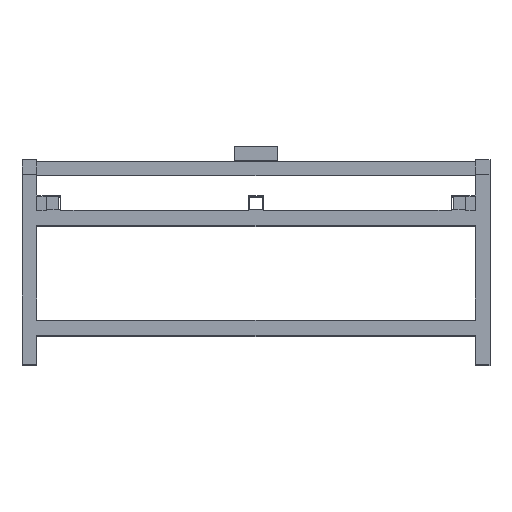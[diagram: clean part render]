
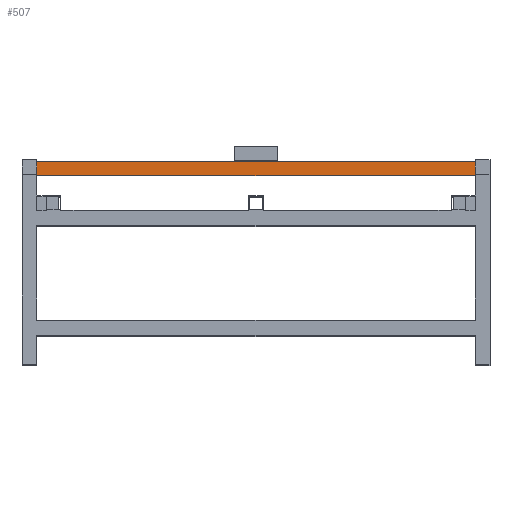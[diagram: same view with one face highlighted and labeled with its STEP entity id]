
A CAD part, top view. The second image highlights one B-rep face of the part: STEP entity #507.
In plain terms, the highlighted free-form (B-spline) face has degree [1, 1] with [2, 2] control points.
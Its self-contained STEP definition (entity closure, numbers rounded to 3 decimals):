
#320 = VERTEX_POINT('',#321);
#321 = CARTESIAN_POINT('',(736.369,49.93,
    -1389.979));
#356 = VERTEX_POINT('',#357);
#357 = CARTESIAN_POINT('',(-736.369,49.93,
    -1389.979));
#362 = EDGE_CURVE('',#320,#356,#363,.T.);
#363 = B_SPLINE_CURVE_WITH_KNOTS('',1,(#364,#365),.UNSPECIFIED.,.F.,.F.,
  (2,2),(-1498.4,-0.),.PIECEWISE_BEZIER_KNOTS.);
#364 = CARTESIAN_POINT('',(736.369,49.93,
    -1389.979));
#365 = CARTESIAN_POINT('',(-736.369,49.93,
    -1389.979));
#377 = VERTEX_POINT('',#378);
#378 = CARTESIAN_POINT('',(736.369,0.,-1389.979));
#383 = EDGE_CURVE('',#377,#384,#386,.T.);
#384 = VERTEX_POINT('',#385);
#385 = CARTESIAN_POINT('',(-736.369,0.,-1389.979));
#386 = B_SPLINE_CURVE_WITH_KNOTS('',1,(#387,#388),.UNSPECIFIED.,.F.,.F.,
  (2,2),(-1498.4,-0.),.PIECEWISE_BEZIER_KNOTS.);
#387 = CARTESIAN_POINT('',(736.369,0.,-1389.979));
#388 = CARTESIAN_POINT('',(-736.369,0.,-1389.979));
#498 = EDGE_CURVE('',#320,#377,#499,.T.);
#499 = B_SPLINE_CURVE_WITH_KNOTS('',1,(#500,#501),.UNSPECIFIED.,.F.,.F.,
  (2,2),(-0.,50.8),.PIECEWISE_BEZIER_KNOTS.);
#500 = CARTESIAN_POINT('',(736.369,49.93,
    -1389.979));
#501 = CARTESIAN_POINT('',(736.369,0.,-1389.979));
#507 = ADVANCED_FACE('',(#508),#518,.T.);
#508 = FACE_BOUND('',#509,.T.);
#509 = EDGE_LOOP('',(#510,#511,#512,#513));
#510 = ORIENTED_EDGE('',*,*,#383,.F.);
#511 = ORIENTED_EDGE('',*,*,#498,.F.);
#512 = ORIENTED_EDGE('',*,*,#362,.T.);
#513 = ORIENTED_EDGE('',*,*,#514,.T.);
#514 = EDGE_CURVE('',#356,#384,#515,.T.);
#515 = B_SPLINE_CURVE_WITH_KNOTS('',1,(#516,#517),.UNSPECIFIED.,.F.,.F.,
  (2,2),(-0.,50.8),.PIECEWISE_BEZIER_KNOTS.);
#516 = CARTESIAN_POINT('',(-736.369,49.93,
    -1389.979));
#517 = CARTESIAN_POINT('',(-736.369,0.,-1389.979));
#518 = B_SPLINE_SURFACE_WITH_KNOTS('',1,1,(
    (#519,#520)
    ,(#521,#522
  )),.UNSPECIFIED.,.F.,.F.,.F.,(2,2),(2,2),(0.,1498.4),(-50.8,0.),
  .PIECEWISE_BEZIER_KNOTS.);
#519 = CARTESIAN_POINT('',(-736.369,0.,-1389.979));
#520 = CARTESIAN_POINT('',(-736.369,49.93,
    -1389.979));
#521 = CARTESIAN_POINT('',(736.369,0.,-1389.979));
#522 = CARTESIAN_POINT('',(736.369,49.93,
    -1389.979));
